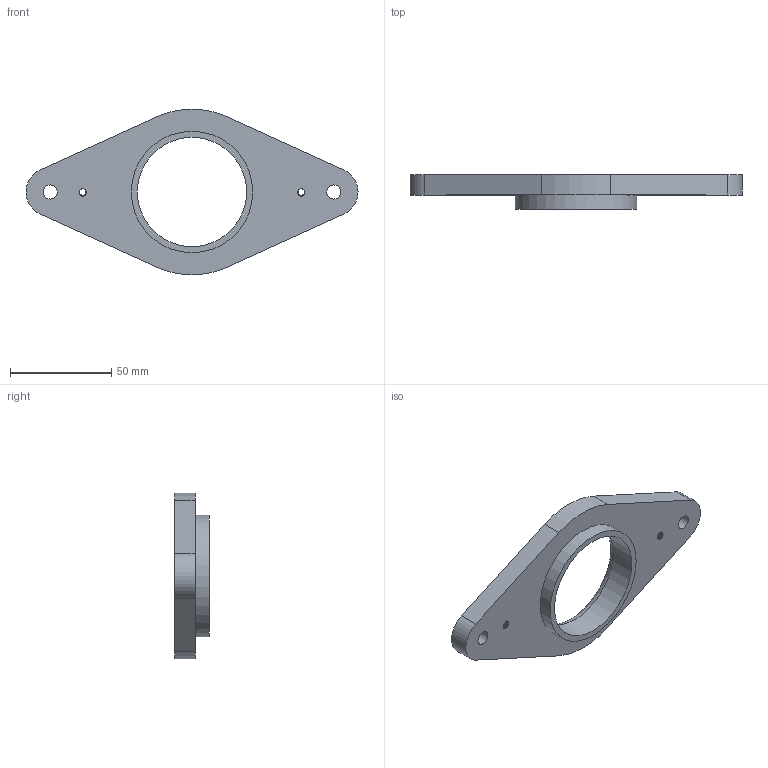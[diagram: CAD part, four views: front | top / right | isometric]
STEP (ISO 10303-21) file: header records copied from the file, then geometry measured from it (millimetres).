
FILE_DESCRIPTION(/* description */ (''),/* implementation_level */ '2;1');
FILE_NAME(/* name */ 'Chasse d''eau Jacob Delafon v2.step',/* time_stamp */ '2023-12-31T12:10:38+01:00',/* author */ (''),/* organization */ (''),/* preprocessor_version */ 'ST-DEVELOPER v20',/* originating_system */ 'Autodesk Translation Framework v12.14.0.127',/* authorisation */ '');
FILE_SCHEMA (('AUTOMOTIVE_DESIGN { 1 0 10303 214 3 1 1 }'));
Length unit declared in the file: millimetre
Products named in the file (1): Chasse d'eau Jacob Delafon
Bounding box: 164 x 17 x 81.7 mm (x, y, z)
Volume: 64464.3 mm3; surface area: 20797.4 mm2
Topology: 1 solids, 1 shells, 82 faces, 237 edges, 158 vertices
Faces by surface type: cylinder 70, plane 7, bspline 4, torus 1
Full cylindrical faces by diameter (mm): 3.332 x14, 4.109 x8, 7 x2, 54 x1, 60 x1
Entity records: 6411 total; most frequent: CARTESIAN_POINT 4438, ORIENTED_EDGE 474, DIRECTION 294, EDGE_CURVE 237, VERTEX_POINT 158, B_SPLINE_CURVE_WITH_KNOTS 130, AXIS2_PLACEMENT_3D 108, EDGE_LOOP 93
